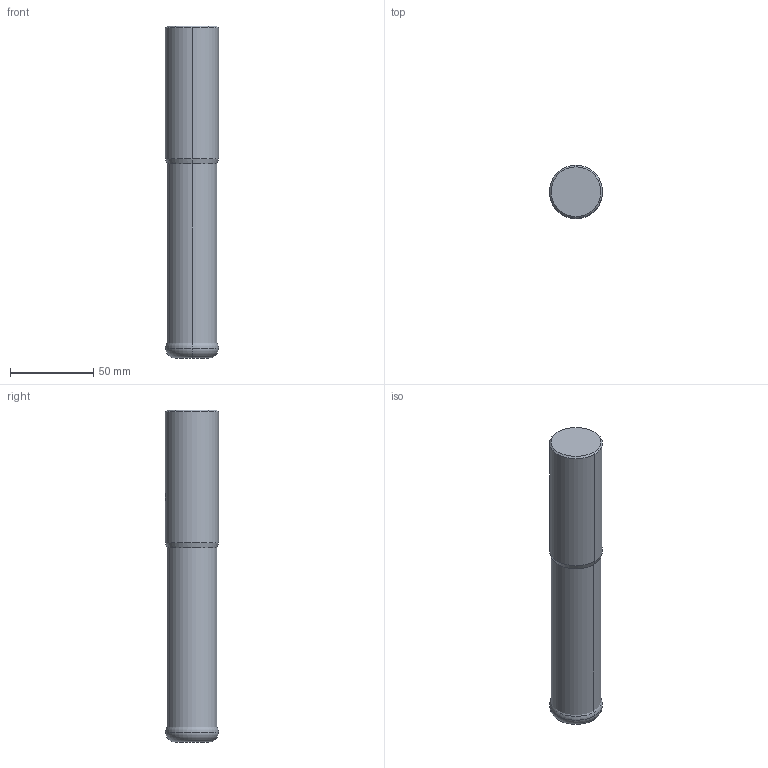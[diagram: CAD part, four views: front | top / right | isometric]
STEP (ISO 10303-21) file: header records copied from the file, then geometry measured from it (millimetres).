
FILE_DESCRIPTION(('no description'),'unknown implementation level');
FILE_NAME('solid2PYesYrtrp2ygV8zfjzWoOutHj0_1.STP',' ',('CIM GmbH Aachen'),('CADClick - KiM GmbH - www.kimweb.de'),'unknown preprocess','ACIS','unknown authorization');
FILE_SCHEMA(('automotive_design'));
Length unit declared in the file: millimetre
Products named in the file (2): 1; 2
Bounding box: 32 x 32 x 200 mm (x, y, z)
Volume: 155106.2 mm3; surface area: 22859.6 mm2
Topology: 2 solids, 2 shells, 31 faces, 73 edges, 44 vertices
Faces by surface type: cylinder 12, torus 8, plane 7, cone 4
Entity records: 2036 total; most frequent: CARTESIAN_POINT 433, DIRECTION 163, STYLED_ITEM 150, PRESENTATION_STYLE_ASSIGNMENT 150, COLOUR_RGB 150, ORIENTED_EDGE 146, EDGE_CURVE 73, CURVE_STYLE 73
